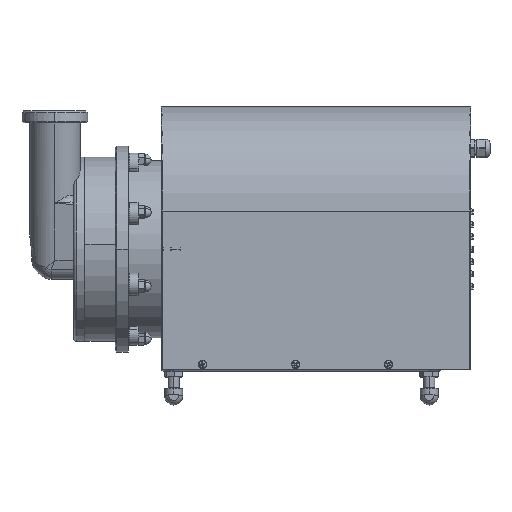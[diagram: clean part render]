
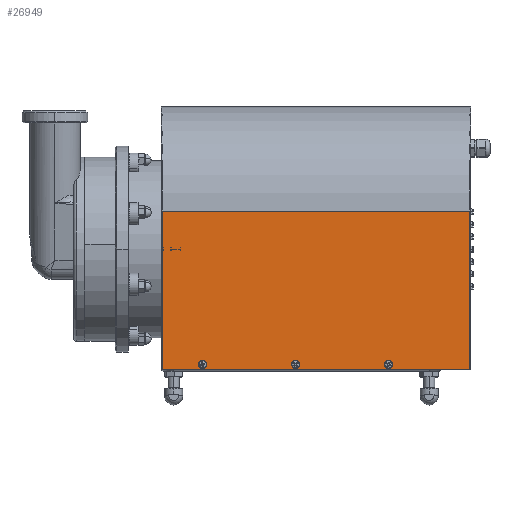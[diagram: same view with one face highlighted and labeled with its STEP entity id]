
A CAD part, top view. The second image highlights one B-rep face of the part: STEP entity #26949.
In plain terms, the highlighted planar face has unit normal (0, 0, 1).
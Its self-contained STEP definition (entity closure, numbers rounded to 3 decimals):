
#18502 = DIRECTION ( 'NONE',  ( -1., 0., 0. ) ) ;
#18531 = LINE ( 'NONE', #18536, #18532 ) ;
#18532 = VECTOR ( 'NONE', #18502, 1000. ) ;
#18536 = CARTESIAN_POINT ( 'NONE',  ( 298.291, 67.228, 151. ) ) ;
#19265 = DIRECTION ( 'NONE',  ( 0., 1., 0. ) ) ;
#19270 = CARTESIAN_POINT ( 'NONE',  ( 179.291, -154.772, 151. ) ) ;
#19273 = CIRCLE ( 'NONE', #19280, 3.5 ) ;
#19280 = AXIS2_PLACEMENT_3D ( 'NONE', #19270, #19283, #19265 ) ;
#19283 = DIRECTION ( 'NONE',  ( 0., 0., -1. ) ) ;
#20003 = CARTESIAN_POINT ( 'NONE',  ( -89.709, -158.272, 151. ) ) ;
#20078 = CIRCLE ( 'NONE', #20136, 3.5 ) ;
#20129 = DIRECTION ( 'NONE',  ( 0., 1., 0. ) ) ;
#20130 = DIRECTION ( 'NONE',  ( 0., 0., -1. ) ) ;
#20131 = CARTESIAN_POINT ( 'NONE',  ( 44.791, -154.772, 151. ) ) ;
#20136 = AXIS2_PLACEMENT_3D ( 'NONE', #20131, #20130, #20129 ) ;
#20137 = CARTESIAN_POINT ( 'NONE',  ( -89.709, -154.772, 151. ) ) ;
#20138 = CARTESIAN_POINT ( 'NONE',  ( 298.291, -161.772, 151. ) ) ;
#20144 = AXIS2_PLACEMENT_3D ( 'NONE', #20137, #20198, #20197 ) ;
#20145 = CARTESIAN_POINT ( 'NONE',  ( 298.291, -161.772, 151. ) ) ;
#20146 = LINE ( 'NONE', #20145, #20181 ) ;
#20151 = CARTESIAN_POINT ( 'NONE',  ( -89.709, -151.272, 151. ) ) ;
#20169 = DIRECTION ( 'NONE',  ( 0., 1., 0. ) ) ;
#20170 = DIRECTION ( 'NONE',  ( 0., 0., -1. ) ) ;
#20171 = CIRCLE ( 'NONE', #20182, 3.5 ) ;
#20176 = CARTESIAN_POINT ( 'NONE',  ( 44.791, -151.272, 151. ) ) ;
#20177 = CIRCLE ( 'NONE', #20203, 3.5 ) ;
#20178 = PLANE ( 'NONE',  #20183 ) ;
#20179 = CARTESIAN_POINT ( 'NONE',  ( 44.791, -154.772, 151. ) ) ;
#20180 = DIRECTION ( 'NONE',  ( -1., 0., 0. ) ) ;
#20181 = VECTOR ( 'NONE', #20180, 1000. ) ;
#20182 = AXIS2_PLACEMENT_3D ( 'NONE', #20179, #20233, #20232 ) ;
#20183 = AXIS2_PLACEMENT_3D ( 'NONE', #20190, #20170, #20169 ) ;
#20184 = FACE_OUTER_BOUND ( 'NONE', #26998, .T. ) ;
#20185 = CARTESIAN_POINT ( 'NONE',  ( 179.291, -158.272, 151. ) ) ;
#20189 = FACE_BOUND ( 'NONE', #26945, .T. ) ;
#20190 = CARTESIAN_POINT ( 'NONE',  ( 298.291, 67.228, 151. ) ) ;
#20191 = FACE_BOUND ( 'NONE', #27014, .T. ) ;
#20192 = FACE_BOUND ( 'NONE', #26956, .T. ) ;
#20193 = DIRECTION ( 'NONE',  ( 0., -1., 0. ) ) ;
#20194 = VECTOR ( 'NONE', #20193, 1000. ) ;
#20195 = CARTESIAN_POINT ( 'NONE',  ( -149.709, 67.228, 151. ) ) ;
#20197 = DIRECTION ( 'NONE',  ( 0., 1., 0. ) ) ;
#20198 = DIRECTION ( 'NONE',  ( 0., 0., -1. ) ) ;
#20199 = LINE ( 'NONE', #20195, #20194 ) ;
#20200 = CIRCLE ( 'NONE', #20144, 3.5 ) ;
#20203 = AXIS2_PLACEMENT_3D ( 'NONE', #20235, #20228, #20227 ) ;
#20215 = CARTESIAN_POINT ( 'NONE',  ( 44.791, -158.272, 151. ) ) ;
#20217 = CARTESIAN_POINT ( 'NONE',  ( 179.291, -151.272, 151. ) ) ;
#20220 = CARTESIAN_POINT ( 'NONE',  ( -149.709, -161.772, 151. ) ) ;
#20227 = DIRECTION ( 'NONE',  ( 0., 1., 0. ) ) ;
#20228 = DIRECTION ( 'NONE',  ( 0., 0., -1. ) ) ;
#20232 = DIRECTION ( 'NONE',  ( 0., 1., 0. ) ) ;
#20233 = DIRECTION ( 'NONE',  ( 0., 0., -1. ) ) ;
#20235 = CARTESIAN_POINT ( 'NONE',  ( 179.291, -154.772, 151. ) ) ;
#20266 = DIRECTION ( 'NONE',  ( 0., -1., 0. ) ) ;
#20267 = VECTOR ( 'NONE', #20266, 1000. ) ;
#20268 = CARTESIAN_POINT ( 'NONE',  ( 298.291, 67.228, 151. ) ) ;
#20269 = LINE ( 'NONE', #20268, #20267 ) ;
#20276 = CARTESIAN_POINT ( 'NONE',  ( 298.291, 67.228, 151. ) ) ;
#20311 = DIRECTION ( 'NONE',  ( 0., 1., 0. ) ) ;
#20312 = DIRECTION ( 'NONE',  ( 0., 0., -1. ) ) ;
#20313 = CARTESIAN_POINT ( 'NONE',  ( -89.709, -154.772, 151. ) ) ;
#20314 = AXIS2_PLACEMENT_3D ( 'NONE', #20313, #20312, #20311 ) ;
#20318 = CARTESIAN_POINT ( 'NONE',  ( -149.709, 67.228, 151. ) ) ;
#20322 = CIRCLE ( 'NONE', #20314, 3.5 ) ;
#26901 = EDGE_CURVE ( 'NONE', #26954, #26969, #20078, .T. ) ;
#26936 = ORIENTED_EDGE ( 'NONE', *, *, #26937, .T. ) ;
#26937 = EDGE_CURVE ( 'NONE', #27008, #26939, #20200, .T. ) ;
#26938 = EDGE_CURVE ( 'NONE', #27013, #26961, #20199, .T. ) ;
#26939 = VERTEX_POINT ( 'NONE', #20151 ) ;
#26940 = VERTEX_POINT ( 'NONE', #20138 ) ;
#26943 = EDGE_CURVE ( 'NONE', #26940, #26961, #20146, .T. ) ;
#26944 = VERTEX_POINT ( 'NONE', #20185 ) ;
#26945 = EDGE_LOOP ( 'NONE', ( #27009, #27011 ) ) ;
#26949 = ADVANCED_FACE ( 'NONE', ( #20192, #20189, #20191, #20184 ), #20178, .F. ) ;
#26950 = ORIENTED_EDGE ( 'NONE', *, *, #26952, .T. ) ;
#26951 = ORIENTED_EDGE ( 'NONE', *, *, #26901, .T. ) ;
#26952 = EDGE_CURVE ( 'NONE', #26969, #26954, #20171, .T. ) ;
#26953 = EDGE_CURVE ( 'NONE', #26965, #26944, #20177, .T. ) ;
#26954 = VERTEX_POINT ( 'NONE', #20176 ) ;
#26956 = EDGE_LOOP ( 'NONE', ( #26951, #26950 ) ) ;
#26961 = VERTEX_POINT ( 'NONE', #20220 ) ;
#26965 = VERTEX_POINT ( 'NONE', #20217 ) ;
#26969 = VERTEX_POINT ( 'NONE', #20215 ) ;
#26997 = VERTEX_POINT ( 'NONE', #20276 ) ;
#26998 = EDGE_LOOP ( 'NONE', ( #26999, #27000, #27004, #27001 ) ) ;
#26999 = ORIENTED_EDGE ( 'NONE', *, *, #26938, .T. ) ;
#27000 = ORIENTED_EDGE ( 'NONE', *, *, #26943, .F. ) ;
#27001 = ORIENTED_EDGE ( 'NONE', *, *, #27005, .T. ) ;
#27003 = EDGE_CURVE ( 'NONE', #26997, #26940, #20269, .T. ) ;
#27004 = ORIENTED_EDGE ( 'NONE', *, *, #27003, .F. ) ;
#27005 = EDGE_CURVE ( 'NONE', #26997, #27013, #18531, .T. ) ;
#27008 = VERTEX_POINT ( 'NONE', #20003 ) ;
#27009 = ORIENTED_EDGE ( 'NONE', *, *, #26953, .T. ) ;
#27010 = EDGE_CURVE ( 'NONE', #26944, #26965, #19273, .T. ) ;
#27011 = ORIENTED_EDGE ( 'NONE', *, *, #27010, .T. ) ;
#27012 = EDGE_CURVE ( 'NONE', #26939, #27008, #20322, .T. ) ;
#27013 = VERTEX_POINT ( 'NONE', #20318 ) ;
#27014 = EDGE_LOOP ( 'NONE', ( #27015, #26936 ) ) ;
#27015 = ORIENTED_EDGE ( 'NONE', *, *, #27012, .T. ) ;
